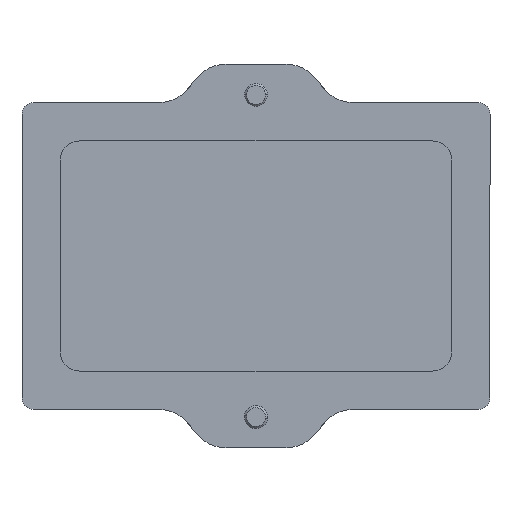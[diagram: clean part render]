
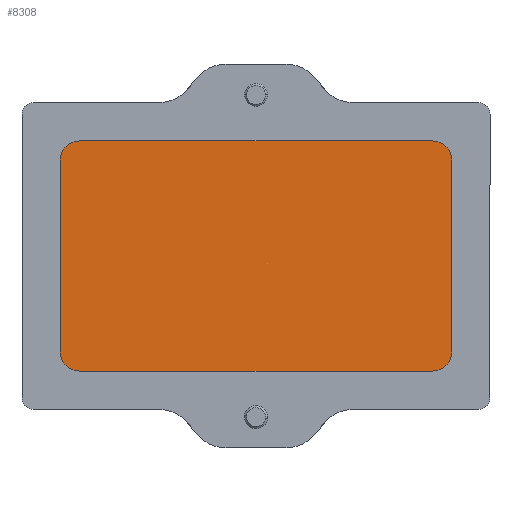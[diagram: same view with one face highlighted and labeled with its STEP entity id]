
A CAD part, front view. The second image highlights one B-rep face of the part: STEP entity #8308.
In plain terms, the highlighted face is planar.
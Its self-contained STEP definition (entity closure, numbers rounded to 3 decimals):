
#218 = CARTESIAN_POINT ( 'NONE',  ( -46., -30., 1. ) ) ;
#640 = CARTESIAN_POINT ( 'NONE',  ( 51., 25., 1. ) ) ;
#1374 = CARTESIAN_POINT ( 'NONE',  ( -51., 25., 1. ) ) ;
#1500 = PLANE ( 'NONE',  #5818 ) ;
#1610 = VERTEX_POINT ( 'NONE', #1627 ) ;
#1627 = CARTESIAN_POINT ( 'NONE',  ( 51., 25., 1. ) ) ;
#2335 = EDGE_CURVE ( 'NONE', #9377, #9883, #12673, .T. ) ;
#2400 = LINE ( 'NONE', #5347, #10741 ) ;
#2429 = CARTESIAN_POINT ( 'NONE',  ( 46., -30., 1. ) ) ;
#2506 = DIRECTION ( 'NONE',  ( 0., 0., 1. ) ) ;
#2594 = DIRECTION ( 'NONE',  ( -1., 0., 0. ) ) ;
#2686 = CARTESIAN_POINT ( 'NONE',  ( -46., -25., 1. ) ) ;
#2690 = CARTESIAN_POINT ( 'NONE',  ( -46., 30., 1. ) ) ;
#2734 = EDGE_CURVE ( 'NONE', #11901, #9377, #11353, .T. ) ;
#2735 = ORIENTED_EDGE ( 'NONE', *, *, #2335, .T. ) ;
#2904 = CARTESIAN_POINT ( 'NONE',  ( -51., 25., 1. ) ) ;
#3236 = CIRCLE ( 'NONE', #13398, 5. ) ;
#3238 = VERTEX_POINT ( 'NONE', #5998 ) ;
#3300 = ORIENTED_EDGE ( 'NONE', *, *, #11592, .T. ) ;
#3506 = LINE ( 'NONE', #2904, #12510 ) ;
#3582 = AXIS2_PLACEMENT_3D ( 'NONE', #6839, #7982, #9021 ) ;
#3887 = ORIENTED_EDGE ( 'NONE', *, *, #2734, .T. ) ;
#3933 = DIRECTION ( 'NONE',  ( 0., -1., 0. ) ) ;
#4297 = CIRCLE ( 'NONE', #11573, 5. ) ;
#4385 = VECTOR ( 'NONE', #5752, 1000. ) ;
#4393 = DIRECTION ( 'NONE',  ( 1., 0., 0. ) ) ;
#4584 = DIRECTION ( 'NONE',  ( 0., 0., -1. ) ) ;
#4596 = EDGE_CURVE ( 'NONE', #1610, #3238, #4297, .T. ) ;
#4613 = ORIENTED_EDGE ( 'NONE', *, *, #7408, .T. ) ;
#5347 = CARTESIAN_POINT ( 'NONE',  ( -46., 30., 1. ) ) ;
#5703 = LINE ( 'NONE', #640, #4385 ) ;
#5752 = DIRECTION ( 'NONE',  ( 0., 1., 0. ) ) ;
#5818 = AXIS2_PLACEMENT_3D ( 'NONE', #8849, #4584, #2594 ) ;
#5998 = CARTESIAN_POINT ( 'NONE',  ( 46., 30., 1. ) ) ;
#6448 = DIRECTION ( 'NONE',  ( -1., 0., 0. ) ) ;
#6552 = EDGE_CURVE ( 'NONE', #3238, #6765, #2400, .T. ) ;
#6697 = CIRCLE ( 'NONE', #3582, 5. ) ;
#6752 = AXIS2_PLACEMENT_3D ( 'NONE', #12961, #2506, #10017 ) ;
#6765 = VERTEX_POINT ( 'NONE', #2690 ) ;
#6782 = EDGE_CURVE ( 'NONE', #9883, #1610, #5703, .T. ) ;
#6839 = CARTESIAN_POINT ( 'NONE',  ( -46., 25., 1. ) ) ;
#7226 = ORIENTED_EDGE ( 'NONE', *, *, #6782, .T. ) ;
#7408 = EDGE_CURVE ( 'NONE', #10277, #10700, #3506, .T. ) ;
#7481 = CARTESIAN_POINT ( 'NONE',  ( -46., -30., 1. ) ) ;
#7906 = EDGE_LOOP ( 'NONE', ( #10658, #9826, #13510, #4613, #3300, #3887, #2735, #7226 ) ) ;
#7982 = DIRECTION ( 'NONE',  ( 0., 0., 1. ) ) ;
#8308 = ADVANCED_FACE ( 'NONE', ( #13301 ), #1500, .F. ) ;
#8697 = CARTESIAN_POINT ( 'NONE',  ( -51., -25., 1. ) ) ;
#8837 = DIRECTION ( 'NONE',  ( -1., 0., 0. ) ) ;
#8849 = CARTESIAN_POINT ( 'NONE',  ( 46., 25., 1. ) ) ;
#9021 = DIRECTION ( 'NONE',  ( -1., 0., 0. ) ) ;
#9377 = VERTEX_POINT ( 'NONE', #2429 ) ;
#9826 = ORIENTED_EDGE ( 'NONE', *, *, #6552, .T. ) ;
#9883 = VERTEX_POINT ( 'NONE', #11045 ) ;
#10017 = DIRECTION ( 'NONE',  ( 1., 0., 0. ) ) ;
#10277 = VERTEX_POINT ( 'NONE', #1374 ) ;
#10560 = VECTOR ( 'NONE', #4393, 1000. ) ;
#10658 = ORIENTED_EDGE ( 'NONE', *, *, #4596, .T. ) ;
#10700 = VERTEX_POINT ( 'NONE', #8697 ) ;
#10741 = VECTOR ( 'NONE', #6448, 1000. ) ;
#10907 = DIRECTION ( 'NONE',  ( 0., 0., 1. ) ) ;
#11045 = CARTESIAN_POINT ( 'NONE',  ( 51., -25., 1. ) ) ;
#11064 = DIRECTION ( 'NONE',  ( 0., 0., 1. ) ) ;
#11353 = LINE ( 'NONE', #7481, #10560 ) ;
#11571 = EDGE_CURVE ( 'NONE', #6765, #10277, #6697, .T. ) ;
#11573 = AXIS2_PLACEMENT_3D ( 'NONE', #12997, #10907, #8837 ) ;
#11592 = EDGE_CURVE ( 'NONE', #10700, #11901, #3236, .T. ) ;
#11901 = VERTEX_POINT ( 'NONE', #218 ) ;
#12198 = DIRECTION ( 'NONE',  ( 1., 0., 0. ) ) ;
#12510 = VECTOR ( 'NONE', #3933, 1000. ) ;
#12673 = CIRCLE ( 'NONE', #6752, 5. ) ;
#12961 = CARTESIAN_POINT ( 'NONE',  ( 46., -25., 1. ) ) ;
#12997 = CARTESIAN_POINT ( 'NONE',  ( 46., 25., 1. ) ) ;
#13301 = FACE_OUTER_BOUND ( 'NONE', #7906, .T. ) ;
#13398 = AXIS2_PLACEMENT_3D ( 'NONE', #2686, #11064, #12198 ) ;
#13510 = ORIENTED_EDGE ( 'NONE', *, *, #11571, .T. ) ;
